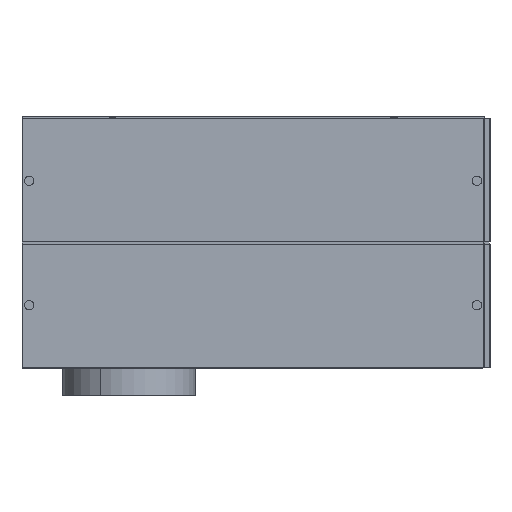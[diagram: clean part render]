
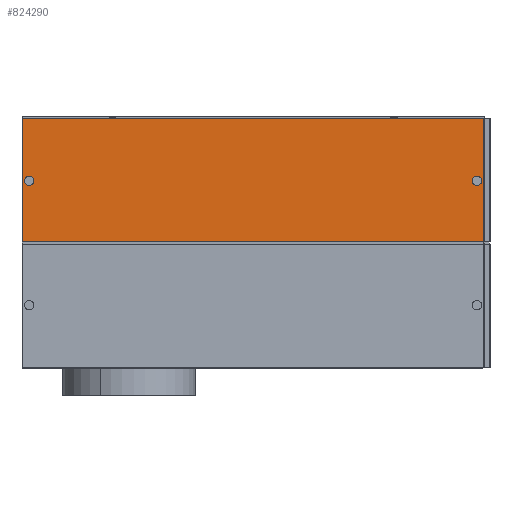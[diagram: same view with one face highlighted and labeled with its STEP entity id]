
A CAD part, left-side view. The second image highlights one B-rep face of the part: STEP entity #824290.
In plain terms, the highlighted planar face has unit normal (-1, 0, 0).
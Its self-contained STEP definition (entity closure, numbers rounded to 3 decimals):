
#11060=CARTESIAN_POINT('',(-789.5,439.,
438.4));
#11070=DIRECTION('',(0.,-1.,0.));
#11080=VECTOR('',#11070,1.);
#11090=LINE('',#11060,#11080);
#11100=CARTESIAN_POINT('',(-789.5,439.,
438.4));
#11110=VERTEX_POINT('',#11100);
#11120=CARTESIAN_POINT('',(-789.5,-428.,
438.4));
#11130=VERTEX_POINT('',#11120);
#11140=EDGE_CURVE('',#11110,#11130,#11090,.T.);
#822320=CARTESIAN_POINT('',(-789.5,4.5,
321.275));
#822330=DIRECTION('',(-1.,0.,0.));
#822340=DIRECTION('',(0.,-1.,0.));
#822350=AXIS2_PLACEMENT_3D('',#822320,#822330,#822340);
#822360=PLANE('',#822350);
#822370=CARTESIAN_POINT('',(-789.5,439.,
-30.1));
#822380=DIRECTION('',(0.,0.,1.));
#822390=VECTOR('',#822380,1.);
#822400=LINE('',#822370,#822390);
#822530=CARTESIAN_POINT('',(-789.5,-428.,
438.4));
#822540=DIRECTION('',(0.,0.,-1.));
#822550=VECTOR('',#822540,1.);
#822560=LINE('',#822530,#822550);
#823480=CARTESIAN_POINT('',(-789.5,-428.,
206.15));
#823490=VERTEX_POINT('',#823480);
#823520=EDGE_CURVE('',#11130,#823490,#822560,.T.);
#823850=CARTESIAN_POINT('',(-789.5,439.,
206.15));
#823860=VERTEX_POINT('',#823850);
#823870=EDGE_CURVE('',#823860,#11110,#822400,.T.);
#823880=ORIENTED_EDGE('',*,*,#823870,.F.);
#823890=ORIENTED_EDGE('',*,*,#11140,.F.);
#823900=ORIENTED_EDGE('',*,*,#823520,.F.);
#823910=CARTESIAN_POINT('',(-789.5,4.5,
206.15));
#823920=DIRECTION('',(0.,-1.,0.));
#823930=VECTOR('',#823920,1.);
#823940=LINE('',#823910,#823930);
#823950=EDGE_CURVE('',#823860,#823490,#823940,.T.);
#823960=ORIENTED_EDGE('',*,*,#823950,.T.);
#823970=EDGE_LOOP('',(#823960,#823900,#823890,#823880));
#823980=FACE_OUTER_BOUND('',#823970,.T.);
#823990=CARTESIAN_POINT('',(-789.5,425.5,
321.275));
#824000=DIRECTION('',(1.,0.,0.));
#824010=DIRECTION('',(0.,0.,-1.));
#824020=AXIS2_PLACEMENT_3D('',#823990,#824000,#824010);
#824030=CIRCLE('',#824020,8.801);
#824040=CARTESIAN_POINT('',(-789.5,425.5,
330.076));
#824050=VERTEX_POINT('',#824040);
#824060=CARTESIAN_POINT('',(-789.5,425.5,
312.474));
#824070=VERTEX_POINT('',#824060);
#824080=EDGE_CURVE('',#824050,#824070,#824030,.T.);
#824090=ORIENTED_EDGE('',*,*,#824080,.T.);
#824100=EDGE_CURVE('',#824070,#824050,#824030,.T.);
#824110=ORIENTED_EDGE('',*,*,#824100,.T.);
#824120=EDGE_LOOP('',(#824110,#824090));
#824130=FACE_BOUND('',#824120,.T.);
#824140=CARTESIAN_POINT('',(-789.5,-416.5,
321.275));
#824150=DIRECTION('',(1.,0.,0.));
#824160=DIRECTION('',(0.,0.,-1.));
#824170=AXIS2_PLACEMENT_3D('',#824140,#824150,#824160);
#824180=CIRCLE('',#824170,8.801);
#824190=CARTESIAN_POINT('',(-789.5,-416.5,
312.474));
#824200=VERTEX_POINT('',#824190);
#824210=CARTESIAN_POINT('',(-789.5,-416.5,
330.076));
#824220=VERTEX_POINT('',#824210);
#824230=EDGE_CURVE('',#824200,#824220,#824180,.T.);
#824240=ORIENTED_EDGE('',*,*,#824230,.T.);
#824250=EDGE_CURVE('',#824220,#824200,#824180,.T.);
#824260=ORIENTED_EDGE('',*,*,#824250,.T.);
#824270=EDGE_LOOP('',(#824260,#824240));
#824280=FACE_BOUND('',#824270,.T.);
#824290=ADVANCED_FACE('',(#823980,#824130,#824280),#822360,.T.);
